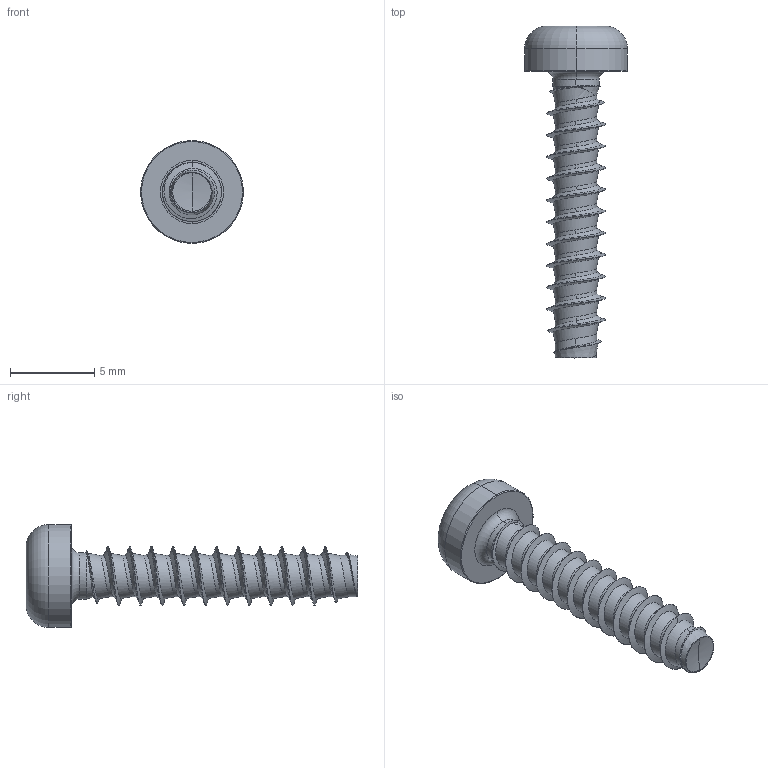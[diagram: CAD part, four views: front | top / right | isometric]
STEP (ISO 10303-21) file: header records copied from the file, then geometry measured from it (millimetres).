
FILE_DESCRIPTION (( 'STEP AP203' ), '1' );
FILE_NAME ('STP420350170.STEP', '2019-05-15T19:40:47', ( '' ), ( '' ), 'SwSTEP 2.0', 'SolidWorks 2015', '' );
FILE_SCHEMA (( 'CONFIG_CONTROL_DESIGN' ));
Length unit declared in the file: millimetre
Products named in the file (2): STP420350170
Bounding box: 6.1 x 19.69 x 6.1 mm (x, y, z)
Volume: 156.7 mm3; surface area: 330.9 mm2
Topology: 1 solids, 1 shells, 109 faces, 269 edges, 164 vertices
Faces by surface type: cylinder 51, bspline 35, torus 10, cone 8, plane 3, sphere 2
Entity records: 20905 total; most frequent: CARTESIAN_POINT 18562, ORIENTED_EDGE 538, DIRECTION 351, EDGE_CURVE 269, VERTEX_POINT 164, AXIS2_PLACEMENT_3D 144, B_SPLINE_CURVE_WITH_KNOTS 113, EDGE_LOOP 111
